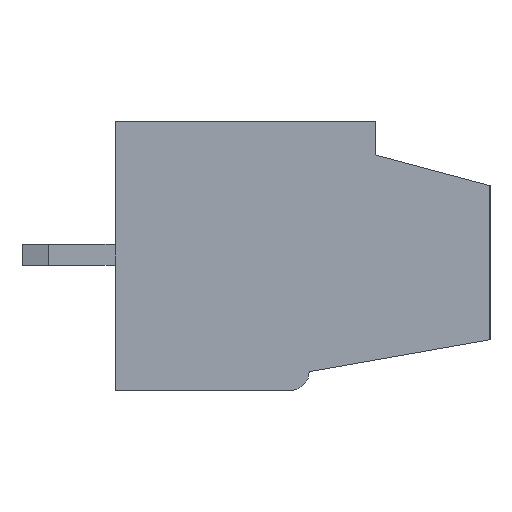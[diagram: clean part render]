
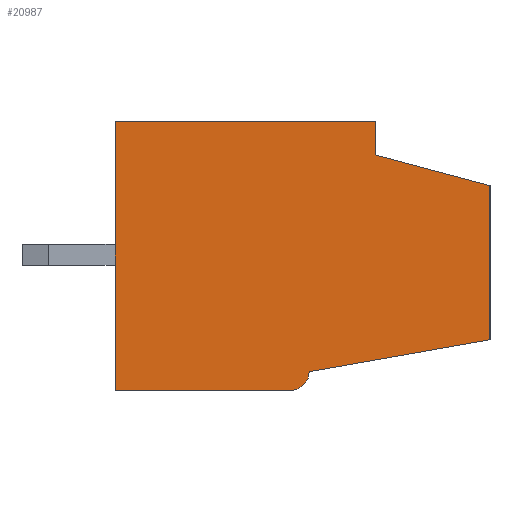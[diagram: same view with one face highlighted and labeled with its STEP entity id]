
A CAD part, left-side view. The second image highlights one B-rep face of the part: STEP entity #20987.
In plain terms, the highlighted planar face has unit normal (-1, 0, 0).
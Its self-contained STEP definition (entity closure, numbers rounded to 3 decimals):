
#213=DIRECTION('',(0.,0.,-1.));
#214=VECTOR('',#213,10.1);
#215=CARTESIAN_POINT('',(-48.691,14.,5.1));
#216=LINE('',#215,#214);
#989=DIRECTION('',(0.,1.,0.));
#990=VECTOR('',#989,9.8);
#991=CARTESIAN_POINT('',(-48.691,4.2,5.1));
#992=LINE('',#991,#990);
#1351=DIRECTION('',(0.,0.,1.));
#1352=VECTOR('',#1351,5.799);
#1353=CARTESIAN_POINT('',(-48.691,-0.1,-3.101));
#1354=LINE('',#1353,#1352);
#7329=DIRECTION('',(0.,-1.,0.));
#7330=VECTOR('',#7329,6.6);
#7331=CARTESIAN_POINT('',(-48.691,14.,-5.));
#7332=LINE('',#7331,#7330);
#7389=DIRECTION('',(0.,0.985,-0.174));
#7390=VECTOR('',#7389,6.905);
#7391=CARTESIAN_POINT('',(-48.691,-0.1,-3.101));
#7392=LINE('',#7391,#7390);
#7393=CARTESIAN_POINT('',(-48.691,7.4,-4.3));
#7394=DIRECTION('',(1.,0.,0.));
#7395=DIRECTION('',(0.,-1.,0.));
#7396=AXIS2_PLACEMENT_3D('',#7393,#7394,#7395);
#7398=DIRECTION('',(0.,0.,-1.));
#7399=VECTOR('',#7398,1.25);
#7400=CARTESIAN_POINT('',(-48.691,4.2,5.1));
#7401=LINE('',#7400,#7399);
#7402=DIRECTION('',(0.,-0.966,-0.259));
#7403=VECTOR('',#7402,4.452);
#7404=CARTESIAN_POINT('',(-48.691,4.2,3.85));
#7405=LINE('',#7404,#7403);
#11544=CARTESIAN_POINT('',(-48.691,14.,-5.));
#11545=CARTESIAN_POINT('',(-48.691,7.4,-5.));
#11546=VERTEX_POINT('',#11544);
#11547=VERTEX_POINT('',#11545);
#11548=CARTESIAN_POINT('',(-48.691,6.7,-4.3));
#11549=VERTEX_POINT('',#11548);
#11550=CARTESIAN_POINT('',(-48.691,14.,5.1));
#11551=VERTEX_POINT('',#11550);
#11552=CARTESIAN_POINT('',(-48.691,4.2,5.1));
#11553=CARTESIAN_POINT('',(-48.691,4.2,3.85));
#11554=VERTEX_POINT('',#11552);
#11555=VERTEX_POINT('',#11553);
#11556=CARTESIAN_POINT('',(-48.691,-0.1,-3.101));
#11557=VERTEX_POINT('',#11556);
#11558=CARTESIAN_POINT('',(-48.691,-0.1,2.698));
#11559=VERTEX_POINT('',#11558);
#20972=CARTESIAN_POINT('',(-48.691,0.,0.));
#20973=DIRECTION('',(-1.,0.,0.));
#20974=DIRECTION('',(0.,-1.,0.));
#20975=AXIS2_PLACEMENT_3D('',#20972,#20973,#20974);
#20976=PLANE('',#20975);
#20977=ORIENTED_EDGE('',*,*,#13303,.F.);
#20978=ORIENTED_EDGE('',*,*,#20792,.T.);
#20979=ORIENTED_EDGE('',*,*,#20811,.T.);
#20980=ORIENTED_EDGE('',*,*,#20873,.F.);
#20981=ORIENTED_EDGE('',*,*,#11583,.F.);
#20982=ORIENTED_EDGE('',*,*,#13071,.F.);
#20983=ORIENTED_EDGE('',*,*,#13182,.T.);
#20984=ORIENTED_EDGE('',*,*,#13288,.T.);
#20985=EDGE_LOOP('',(#20977,#20978,#20979,#20980,#20981,#20982,#20983,#20984));
#20986=FACE_OUTER_BOUND('',#20985,.F.);
#7397=CIRCLE('',#7396,0.7);
#11583=EDGE_CURVE('',#11551,#11546,#216,.T.);
#13071=EDGE_CURVE('',#11554,#11551,#992,.T.);
#13182=EDGE_CURVE('',#11554,#11555,#7401,.T.);
#13288=EDGE_CURVE('',#11555,#11559,#7405,.T.);
#13303=EDGE_CURVE('',#11557,#11559,#1354,.T.);
#20792=EDGE_CURVE('',#11557,#11549,#7392,.T.);
#20811=EDGE_CURVE('',#11549,#11547,#7397,.T.);
#20873=EDGE_CURVE('',#11546,#11547,#7332,.T.);
#20987=ADVANCED_FACE('',(#20986),#20976,.T.);
